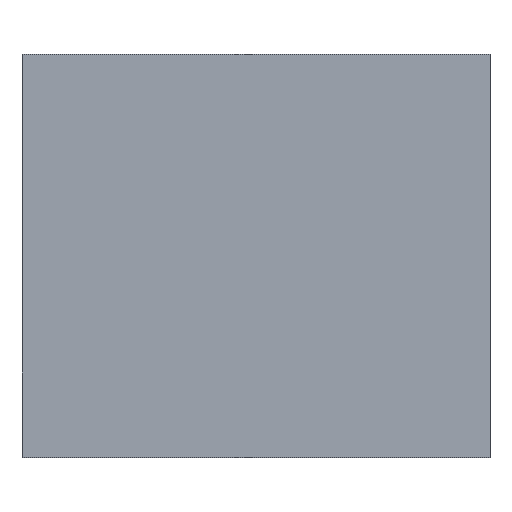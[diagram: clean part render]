
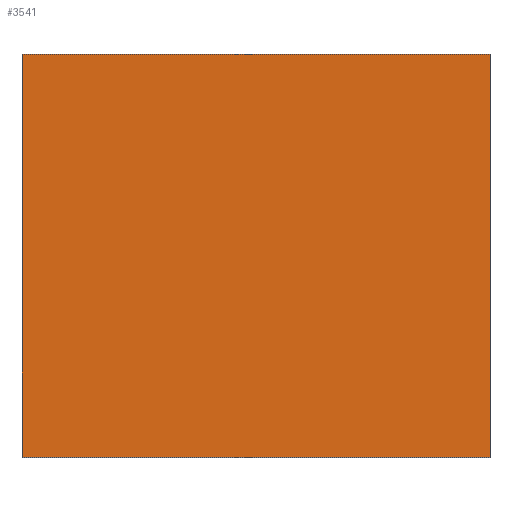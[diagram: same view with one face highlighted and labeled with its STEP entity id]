
A CAD part, top view. The second image highlights one B-rep face of the part: STEP entity #3541.
In plain terms, the highlighted planar face has unit normal (0, 0, 1).
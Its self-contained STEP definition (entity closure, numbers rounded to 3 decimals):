
#1368=DIRECTION('',(-1.,0.,0.));
#1369=VECTOR('',#1368,35.992);
#1370=CARTESIAN_POINT('',(17.996,15.494,23.825));
#1371=LINE('',#1370,#1369);
#1372=DIRECTION('',(0.,1.,0.));
#1373=VECTOR('',#1372,30.988);
#1374=CARTESIAN_POINT('',(17.996,-15.494,23.825));
#1375=LINE('',#1374,#1373);
#1376=DIRECTION('',(1.,0.,0.));
#1377=VECTOR('',#1376,35.992);
#1378=CARTESIAN_POINT('',(-17.996,-15.494,23.825));
#1379=LINE('',#1378,#1377);
#1380=DIRECTION('',(0.,-1.,0.));
#1381=VECTOR('',#1380,30.988);
#1382=CARTESIAN_POINT('',(-17.996,15.494,23.825));
#1383=LINE('',#1382,#1381);
#1592=CARTESIAN_POINT('',(17.996,-15.494,23.825));
#1593=CARTESIAN_POINT('',(17.996,15.494,23.825));
#1594=VERTEX_POINT('',#1592);
#1595=VERTEX_POINT('',#1593);
#1608=CARTESIAN_POINT('',(-17.996,-15.494,23.825));
#1609=VERTEX_POINT('',#1608);
#1612=CARTESIAN_POINT('',(-17.996,15.494,23.825));
#1613=VERTEX_POINT('',#1612);
#3529=CARTESIAN_POINT('',(0.,0.,23.825));
#3530=DIRECTION('',(0.,0.,1.));
#3531=DIRECTION('',(1.,0.,0.));
#3532=AXIS2_PLACEMENT_3D('',#3529,#3530,#3531);
#3533=PLANE('',#3532);
#3534=ORIENTED_EDGE('',*,*,#3411,.F.);
#3536=ORIENTED_EDGE('',*,*,#3535,.F.);
#3537=ORIENTED_EDGE('',*,*,#3476,.F.);
#3538=ORIENTED_EDGE('',*,*,#3521,.F.);
#3539=EDGE_LOOP('',(#3534,#3536,#3537,#3538));
#3540=FACE_OUTER_BOUND('',#3539,.F.);
#3541=ADVANCED_FACE('',(#3540),#3533,.T.);
#3411=EDGE_CURVE('',#1595,#1613,#1371,.T.);
#3476=EDGE_CURVE('',#1609,#1594,#1379,.T.);
#3521=EDGE_CURVE('',#1613,#1609,#1383,.T.);
#3535=EDGE_CURVE('',#1594,#1595,#1375,.T.);
